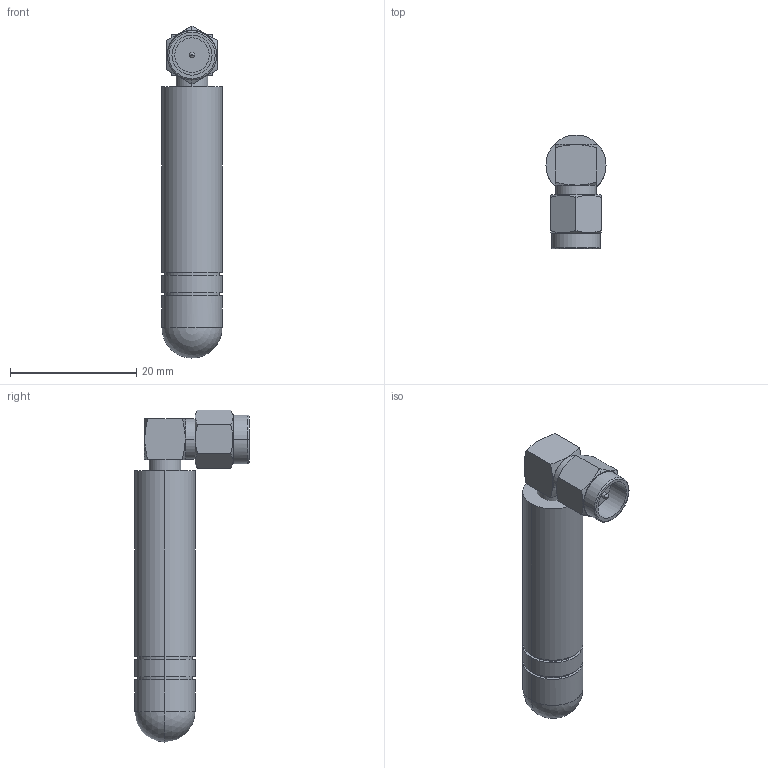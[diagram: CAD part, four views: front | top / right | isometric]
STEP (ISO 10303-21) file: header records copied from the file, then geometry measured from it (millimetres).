
FILE_DESCRIPTION (( 'STEP AP214' ), '1' );
FILE_NAME ('LCANRBD1036_3D.step', '2023-04-10T17:15:52', ( '' ), ( '' ), 'SwSTEP 2.0', 'SolidWorks 2022', '' );
FILE_SCHEMA (( 'AUTOMOTIVE_DESIGN' ));
Length unit declared in the file: inch
Products named in the file (6): 1AB01-015-MA2; 1AB01-015-MA1; 1AB01-015; 1AB01-015_1AB12-001 EXPLODED; LCANRBD1036_3D; LCANRBD1036
Assembly tree (5 placements, depth 3):
  LCANRBD1036_3D
    LCANRBD1036
    1AB01-015_1AB12-001 EXPLODED
      1AB01-015
      1AB01-015-MA1
      1AB01-015-MA2
Bounding box: 9.5 x 18.05 x 52.56 mm (x, y, z)
Volume: 3576.1 mm3; surface area: 2655.7 mm2
Topology: 4 solids, 4 shells, 595 faces, 1334 edges, 762 vertices
Faces by surface type: bspline 390, cylinder 114, plane 67, cone 14, torus 6, sphere 4
Entity records: 26172 total; most frequent: CARTESIAN_POINT 17234, ORIENTED_EDGE 2646, EDGE_CURVE 1323, DIRECTION 819, VERTEX_POINT 755, EDGE_LOOP 612, ADVANCED_FACE 593, FACE_OUTER_BOUND 593
